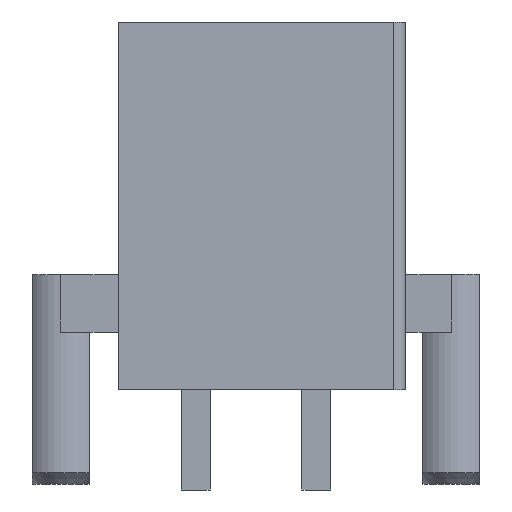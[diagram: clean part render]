
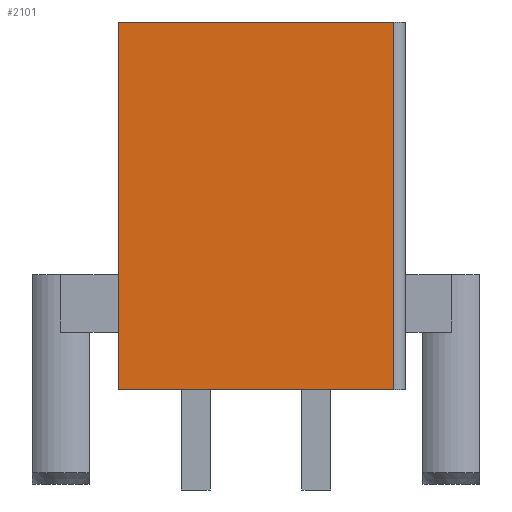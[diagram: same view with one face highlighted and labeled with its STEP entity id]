
A CAD part, front view. The second image highlights one B-rep face of the part: STEP entity #2101.
In plain terms, the highlighted planar face has unit normal (0, -1, 0).
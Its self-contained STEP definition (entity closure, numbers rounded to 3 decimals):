
#156=FACE_OUTER_BOUND('',#285,.T.);
#285=EDGE_LOOP('',(#1701,#1702,#1703,#1704));
#424=LINE('',#3123,#685);
#505=LINE('',#3298,#766);
#511=LINE('',#3307,#772);
#512=LINE('',#3308,#773);
#685=VECTOR('',#2525,10.);
#766=VECTOR('',#2688,10.);
#772=VECTOR('',#2698,10.);
#773=VECTOR('',#2699,10.);
#934=VERTEX_POINT('',#3120);
#935=VERTEX_POINT('',#3122);
#986=VERTEX_POINT('',#3294);
#988=VERTEX_POINT('',#3297);
#1152=EDGE_CURVE('',#935,#934,#424,.T.);
#1237=EDGE_CURVE('',#986,#988,#505,.T.);
#1243=EDGE_CURVE('',#935,#986,#511,.T.);
#1244=EDGE_CURVE('',#988,#934,#512,.T.);
#1701=ORIENTED_EDGE('',*,*,#1243,.F.);
#1702=ORIENTED_EDGE('',*,*,#1152,.T.);
#1703=ORIENTED_EDGE('',*,*,#1244,.F.);
#1704=ORIENTED_EDGE('',*,*,#1237,.F.);
#1974=PLANE('',#2268);
#2101=ADVANCED_FACE('',(#156),#1974,.T.);
#2268=AXIS2_PLACEMENT_3D('',#3306,#2696,#2697);
#2525=DIRECTION('',(0.,0.,1.));
#2688=DIRECTION('',(0.,0.,1.));
#2696=DIRECTION('center_axis',(0.,-1.,0.));
#2697=DIRECTION('ref_axis',(1.,0.,0.));
#2698=DIRECTION('',(-1.,0.,0.));
#2699=DIRECTION('',(1.,0.,0.));
#3120=CARTESIAN_POINT('',(4.8,-4.8,12.8));
#3122=CARTESIAN_POINT('',(4.8,-4.8,0.));
#3123=CARTESIAN_POINT('',(4.8,-4.8,0.));
#3294=CARTESIAN_POINT('',(-4.8,-4.8,0.));
#3297=CARTESIAN_POINT('',(-4.8,-4.8,12.8));
#3298=CARTESIAN_POINT('',(-4.8,-4.8,0.));
#3306=CARTESIAN_POINT('Origin',(-4.8,-4.8,0.));
#3307=CARTESIAN_POINT('',(4.8,-4.8,0.));
#3308=CARTESIAN_POINT('',(4.8,-4.8,12.8));
